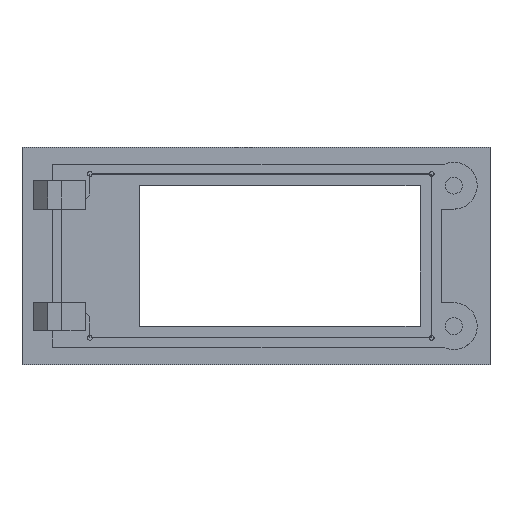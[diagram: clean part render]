
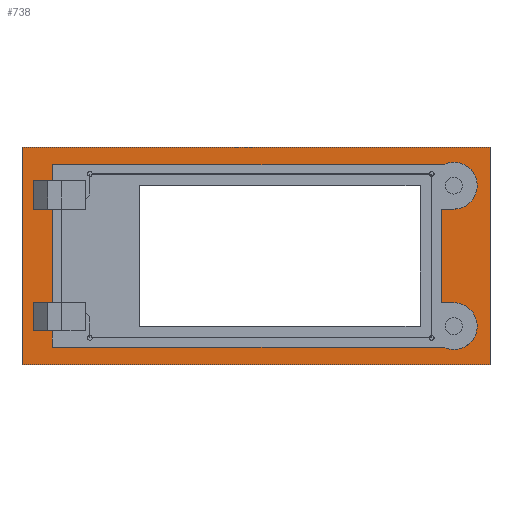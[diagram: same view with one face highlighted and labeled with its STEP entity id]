
A CAD part, top view. The second image highlights one B-rep face of the part: STEP entity #738.
In plain terms, the highlighted planar face has unit normal (0, 0, 1).
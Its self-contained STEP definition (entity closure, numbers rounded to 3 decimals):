
#383 = EDGE_CURVE('',#384,#386,#388,.T.);
#384 = VERTEX_POINT('',#385);
#385 = CARTESIAN_POINT('',(-26.25,50.872,2.));
#386 = VERTEX_POINT('',#387);
#387 = CARTESIAN_POINT('',(-24.25,50.872,2.));
#388 = LINE('',#389,#390);
#389 = CARTESIAN_POINT('',(-26.25,50.872,2.));
#390 = VECTOR('',#391,1.);
#391 = DIRECTION('',(1.,0.,0.));
#424 = VERTEX_POINT('',#425);
#425 = CARTESIAN_POINT('',(-24.25,47.872,2.));
#442 = VERTEX_POINT('',#443);
#443 = CARTESIAN_POINT('',(-26.25,47.872,2.));
#449 = EDGE_CURVE('',#424,#442,#450,.T.);
#450 = LINE('',#451,#452);
#451 = CARTESIAN_POINT('',(-23.25,47.872,2.));
#452 = VECTOR('',#453,1.);
#453 = DIRECTION('',(-1.,0.,0.));
#725 = EDGE_CURVE('',#442,#384,#726,.T.);
#726 = LINE('',#727,#728);
#727 = CARTESIAN_POINT('',(-26.25,47.872,2.));
#728 = VECTOR('',#729,1.);
#729 = DIRECTION('',(0.,1.,0.));
#738 = ADVANCED_FACE('',(#739,#773),#898,.T.);
#739 = FACE_BOUND('',#740,.T.);
#740 = EDGE_LOOP('',(#741,#751,#759,#767));
#741 = ORIENTED_EDGE('',*,*,#742,.F.);
#742 = EDGE_CURVE('',#743,#745,#747,.T.);
#743 = VERTEX_POINT('',#744);
#744 = CARTESIAN_POINT('',(-27.504,54.476,2.));
#745 = VERTEX_POINT('',#746);
#746 = CARTESIAN_POINT('',(22.47,54.476,2.));
#747 = LINE('',#748,#749);
#748 = CARTESIAN_POINT('',(11.235,54.476,2.));
#749 = VECTOR('',#750,1.);
#750 = DIRECTION('',(1.,0.,0.));
#751 = ORIENTED_EDGE('',*,*,#752,.F.);
#752 = EDGE_CURVE('',#753,#743,#755,.T.);
#753 = VERTEX_POINT('',#754);
#754 = CARTESIAN_POINT('',(-27.504,31.26,2.));
#755 = LINE('',#756,#757);
#756 = CARTESIAN_POINT('',(-27.504,48.738,2.));
#757 = VECTOR('',#758,1.);
#758 = DIRECTION('',(0.,1.,0.));
#759 = ORIENTED_EDGE('',*,*,#760,.F.);
#760 = EDGE_CURVE('',#761,#753,#763,.T.);
#761 = VERTEX_POINT('',#762);
#762 = CARTESIAN_POINT('',(22.47,31.26,2.));
#763 = LINE('',#764,#765);
#764 = CARTESIAN_POINT('',(-13.752,31.26,2.));
#765 = VECTOR('',#766,1.);
#766 = DIRECTION('',(-1.,0.,0.));
#767 = ORIENTED_EDGE('',*,*,#768,.F.);
#768 = EDGE_CURVE('',#745,#761,#769,.T.);
#769 = LINE('',#770,#771);
#770 = CARTESIAN_POINT('',(22.47,37.13,2.));
#771 = VECTOR('',#772,1.);
#772 = DIRECTION('',(0.,-1.,0.));
#773 = FACE_BOUND('',#774,.T.);
#774 = EDGE_LOOP('',(#775,#785,#793,#801,#809,#817,#825,#831,#832,#833,
    #834,#842,#850,#858,#867,#875,#883,#891));
#775 = ORIENTED_EDGE('',*,*,#776,.F.);
#776 = EDGE_CURVE('',#777,#779,#781,.T.);
#777 = VERTEX_POINT('',#778);
#778 = CARTESIAN_POINT('',(16.75,33.122,2.));
#779 = VERTEX_POINT('',#780);
#780 = CARTESIAN_POINT('',(17.51,33.122,2.));
#781 = LINE('',#782,#783);
#782 = CARTESIAN_POINT('',(16.75,33.122,2.));
#783 = VECTOR('',#784,1.);
#784 = DIRECTION('',(1.,0.,0.));
#785 = ORIENTED_EDGE('',*,*,#786,.T.);
#786 = EDGE_CURVE('',#777,#787,#789,.T.);
#787 = VERTEX_POINT('',#788);
#788 = CARTESIAN_POINT('',(-24.25,33.122,2.));
#789 = LINE('',#790,#791);
#790 = CARTESIAN_POINT('',(16.75,33.122,2.));
#791 = VECTOR('',#792,1.);
#792 = DIRECTION('',(-1.,0.,0.));
#793 = ORIENTED_EDGE('',*,*,#794,.T.);
#794 = EDGE_CURVE('',#787,#795,#797,.T.);
#795 = VERTEX_POINT('',#796);
#796 = CARTESIAN_POINT('',(-24.25,34.872,2.));
#797 = LINE('',#798,#799);
#798 = CARTESIAN_POINT('',(-24.25,33.122,2.));
#799 = VECTOR('',#800,1.);
#800 = DIRECTION('',(0.,1.,0.));
#801 = ORIENTED_EDGE('',*,*,#802,.F.);
#802 = EDGE_CURVE('',#803,#795,#805,.T.);
#803 = VERTEX_POINT('',#804);
#804 = CARTESIAN_POINT('',(-26.25,34.872,2.));
#805 = LINE('',#806,#807);
#806 = CARTESIAN_POINT('',(-26.25,34.872,2.));
#807 = VECTOR('',#808,1.);
#808 = DIRECTION('',(1.,0.,0.));
#809 = ORIENTED_EDGE('',*,*,#810,.F.);
#810 = EDGE_CURVE('',#811,#803,#813,.T.);
#811 = VERTEX_POINT('',#812);
#812 = CARTESIAN_POINT('',(-26.25,37.872,2.));
#813 = LINE('',#814,#815);
#814 = CARTESIAN_POINT('',(-26.25,37.872,2.));
#815 = VECTOR('',#816,1.);
#816 = DIRECTION('',(0.,-1.,0.));
#817 = ORIENTED_EDGE('',*,*,#818,.F.);
#818 = EDGE_CURVE('',#819,#811,#821,.T.);
#819 = VERTEX_POINT('',#820);
#820 = CARTESIAN_POINT('',(-24.25,37.872,2.));
#821 = LINE('',#822,#823);
#822 = CARTESIAN_POINT('',(-23.25,37.872,2.));
#823 = VECTOR('',#824,1.);
#824 = DIRECTION('',(-1.,0.,0.));
#825 = ORIENTED_EDGE('',*,*,#826,.T.);
#826 = EDGE_CURVE('',#819,#424,#827,.T.);
#827 = LINE('',#828,#829);
#828 = CARTESIAN_POINT('',(-24.25,33.122,2.));
#829 = VECTOR('',#830,1.);
#830 = DIRECTION('',(0.,1.,0.));
#831 = ORIENTED_EDGE('',*,*,#449,.T.);
#832 = ORIENTED_EDGE('',*,*,#725,.T.);
#833 = ORIENTED_EDGE('',*,*,#383,.T.);
#834 = ORIENTED_EDGE('',*,*,#835,.T.);
#835 = EDGE_CURVE('',#386,#836,#838,.T.);
#836 = VERTEX_POINT('',#837);
#837 = CARTESIAN_POINT('',(-24.25,52.622,2.));
#838 = LINE('',#839,#840);
#839 = CARTESIAN_POINT('',(-24.25,33.122,2.));
#840 = VECTOR('',#841,1.);
#841 = DIRECTION('',(0.,1.,0.));
#842 = ORIENTED_EDGE('',*,*,#843,.T.);
#843 = EDGE_CURVE('',#836,#844,#846,.T.);
#844 = VERTEX_POINT('',#845);
#845 = CARTESIAN_POINT('',(16.75,52.622,2.));
#846 = LINE('',#847,#848);
#847 = CARTESIAN_POINT('',(-24.25,52.622,2.));
#848 = VECTOR('',#849,1.);
#849 = DIRECTION('',(1.,0.,0.));
#850 = ORIENTED_EDGE('',*,*,#851,.T.);
#851 = EDGE_CURVE('',#844,#852,#854,.T.);
#852 = VERTEX_POINT('',#853);
#853 = CARTESIAN_POINT('',(17.51,52.622,2.));
#854 = LINE('',#855,#856);
#855 = CARTESIAN_POINT('',(16.75,52.622,2.));
#856 = VECTOR('',#857,1.);
#857 = DIRECTION('',(1.,0.,0.));
#858 = ORIENTED_EDGE('',*,*,#859,.F.);
#859 = EDGE_CURVE('',#860,#852,#862,.T.);
#860 = VERTEX_POINT('',#861);
#861 = CARTESIAN_POINT('',(18.6,47.872,2.));
#862 = CIRCLE('',#863,2.5);
#863 = AXIS2_PLACEMENT_3D('',#864,#865,#866);
#864 = CARTESIAN_POINT('',(18.6,50.372,2.));
#865 = DIRECTION('',(0.,0.,1.));
#866 = DIRECTION('',(1.,0.,0.));
#867 = ORIENTED_EDGE('',*,*,#868,.F.);
#868 = EDGE_CURVE('',#869,#860,#871,.T.);
#869 = VERTEX_POINT('',#870);
#870 = CARTESIAN_POINT('',(17.25,47.872,2.));
#871 = LINE('',#872,#873);
#872 = CARTESIAN_POINT('',(17.25,47.872,2.));
#873 = VECTOR('',#874,1.);
#874 = DIRECTION('',(1.,0.,0.));
#875 = ORIENTED_EDGE('',*,*,#876,.T.);
#876 = EDGE_CURVE('',#869,#877,#879,.T.);
#877 = VERTEX_POINT('',#878);
#878 = CARTESIAN_POINT('',(17.25,37.872,2.));
#879 = LINE('',#880,#881);
#880 = CARTESIAN_POINT('',(17.25,47.872,2.));
#881 = VECTOR('',#882,1.);
#882 = DIRECTION('',(0.,-1.,0.));
#883 = ORIENTED_EDGE('',*,*,#884,.T.);
#884 = EDGE_CURVE('',#877,#885,#887,.T.);
#885 = VERTEX_POINT('',#886);
#886 = CARTESIAN_POINT('',(18.6,37.872,2.));
#887 = LINE('',#888,#889);
#888 = CARTESIAN_POINT('',(17.25,37.872,2.));
#889 = VECTOR('',#890,1.);
#890 = DIRECTION('',(1.,0.,0.));
#891 = ORIENTED_EDGE('',*,*,#892,.F.);
#892 = EDGE_CURVE('',#779,#885,#893,.T.);
#893 = CIRCLE('',#894,2.5);
#894 = AXIS2_PLACEMENT_3D('',#895,#896,#897);
#895 = CARTESIAN_POINT('',(18.6,35.372,2.));
#896 = DIRECTION('',(0.,0.,1.));
#897 = DIRECTION('',(1.,0.,0.));
#898 = PLANE('',#899);
#899 = AXIS2_PLACEMENT_3D('',#900,#901,#902);
#900 = CARTESIAN_POINT('',(0.,43.,2.));
#901 = DIRECTION('',(0.,0.,1.));
#902 = DIRECTION('',(1.,0.,0.));
